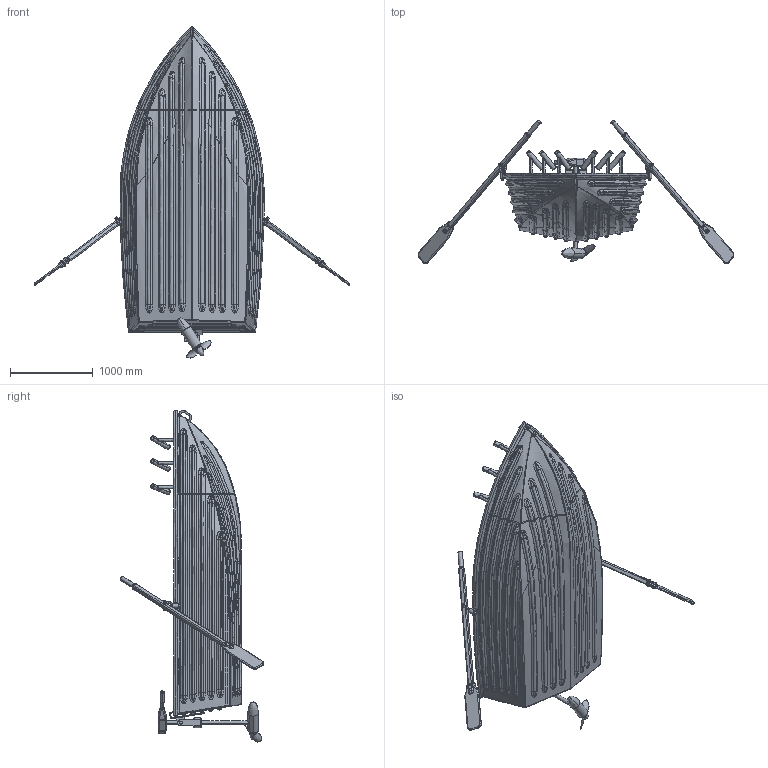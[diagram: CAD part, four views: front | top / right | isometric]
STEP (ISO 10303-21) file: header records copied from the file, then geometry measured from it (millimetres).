
FILE_DESCRIPTION(('FreeCAD Model'),'2;1');
FILE_NAME('Open CASCADE Shape Model','2025-05-05T16:46:24',('FreeCAD'),( 'FreeCAD'),'Open CASCADE STEP processor 7.6','FreeCAD','Unknown');
FILE_SCHEMA(('AUTOMOTIVE_DESIGN { 1 0 10303 214 1 1 1 1 }'));
Products named in the file (1): Open CASCADE STEP translator 7.6 1
Bounding box: 3824.58 x 1742.14 x 4023.76 mm (x, y, z)
Volume: 174042281.9 mm3; surface area: 35404314.7 mm2
Topology: 38 solids, 40 shells, 1349 faces, 3192 edges, 1907 vertices
Faces by surface type: bspline 1349
Entity records: 209518 total; most frequent: CARTESIAN_POINT 191575, ORIENTED_EDGE 6226, EDGE_CURVE 3123, B_SPLINE_CURVE_WITH_KNOTS 2000, VERTEX_POINT 1907, FACE_BOUND 1456, EDGE_LOOP 1456, ADVANCED_FACE 1349
